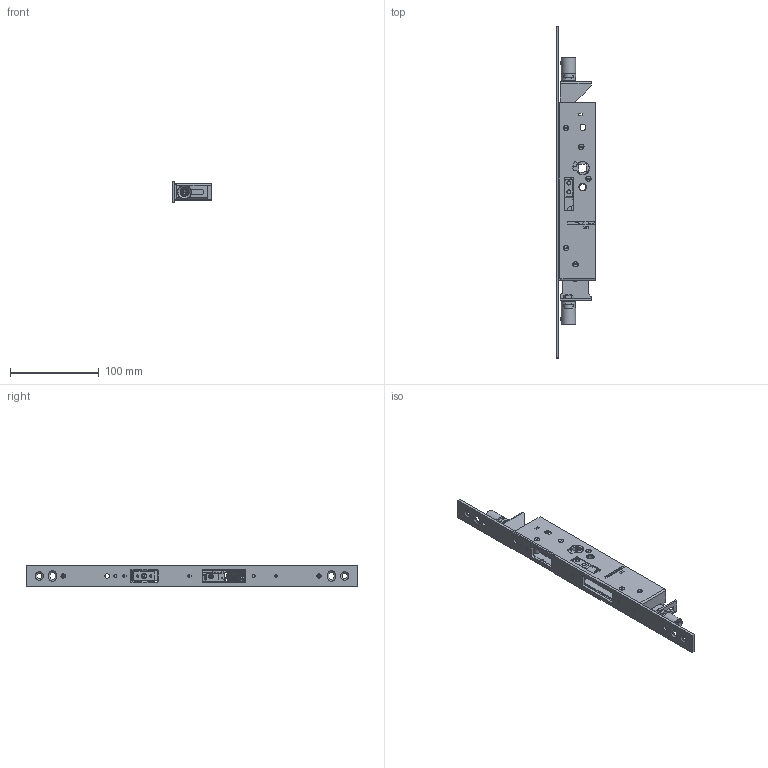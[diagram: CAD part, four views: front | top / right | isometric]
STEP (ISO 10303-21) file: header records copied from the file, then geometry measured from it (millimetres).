
FILE_DESCRIPTION((''),'2;1');
FILE_NAME('8309120060000_SW0001','2021-02-03T11:20:48',('MLOLI'),(''),'CREO PARAMETRIC BY PTC INC, 2019344','CREO PARAMETRIC BY PTC INC, 2019344','');
FILE_SCHEMA(('AP242_MANAGED_MODEL_BASED_3D_ENGINEERING_MIM_LF { 1 0 10303 442 1 1 4 }'));
Products named in the file (1): 8309120060000_SW0001
Bounding box: 45 x 375 x 24 mm (x, y, z)
Volume: 100994.8 mm3; surface area: 96994.3 mm2
Topology: 2 solids, 5 shells, 1577 faces, 4287 edges, 2756 vertices
Faces by surface type: plane 874, cylinder 505, cone 145, torus 34, bspline 11, sphere 8
Entity records: 63104 total; most frequent: CARTESIAN_POINT 21864, DIRECTION 8648, ORIENTED_EDGE 8550, EDGE_CURVE 4275, AXIS2_PLACEMENT_3D 2919, VECTOR 2810, LINE 2810, VERTEX_POINT 2756
